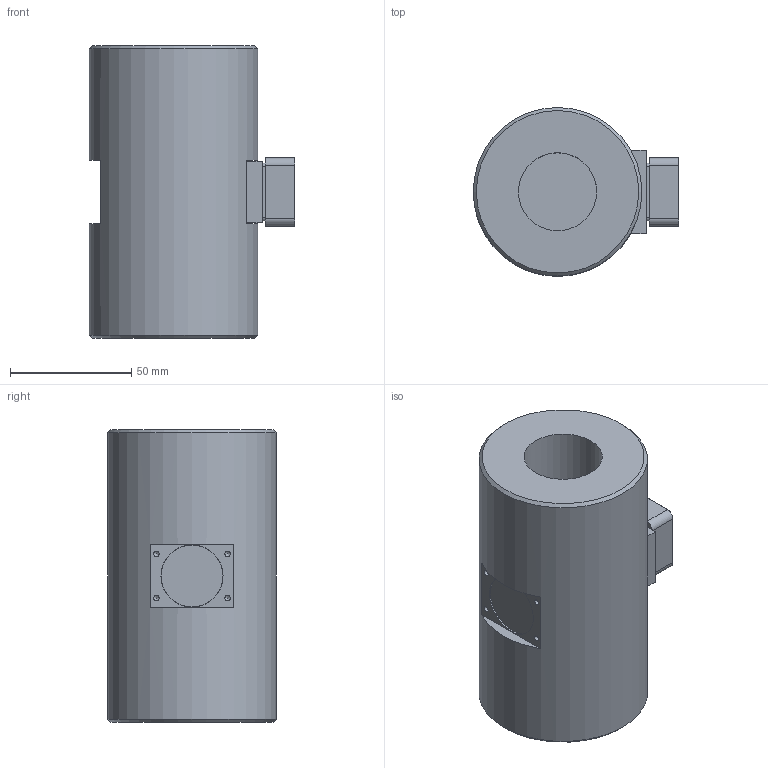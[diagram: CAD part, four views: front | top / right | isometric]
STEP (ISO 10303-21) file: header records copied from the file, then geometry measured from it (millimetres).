
FILE_DESCRIPTION((''),'2;1');
FILE_NAME('LSB600 M36 Thread Bendix Single Bridge.stp','2010-12-09T16:00:54',('thomasl'),(''),'Autodesk Inventor 2008','Autodesk Inventor 2008','');
FILE_SCHEMA(('AUTOMOTIVE_DESIGN { 1 0 10303 214 1 1 1 1 }'));
Length unit declared in the file: inch
Products named in the file (2): LSB600 M36 Thread Bendix Single Bridge; $F1334-C
Assembly tree (1 placements, depth 2):
  LSB600 M36 Thread Bendix Single Bridge
    $F1334-C
Bounding box: 84.84 x 69.6 x 120.65 mm (x, y, z)
Volume: 405965 mm3; surface area: 49722.5 mm2
Topology: 1 solids, 11 shells, 194 faces, 421 edges, 269 vertices
Faces by surface type: plane 107, cylinder 57, cone 20, bspline 10
Full cylindrical faces by diameter (mm): 1.27 x2, 1.524 x6, 2.261 x8, 2.845 x4, 3.175 x4, 3.302 x4, 4.648 x4, 4.775 x2, 13.97 x1, 14.554 x1, 14.986 x1, 15.875 x1, 17.475 x1, 25.527 x1, 25.654 x2, 32.27 x2, 69.596 x1
Entity records: 5160 total; most frequent: CARTESIAN_POINT 1219, DIRECTION 842, ORIENTED_EDGE 656, AXIS2_PLACEMENT_3D 331, EDGE_CURVE 328, EDGE_LOOP 292, VERTEX_POINT 242, FACE_OUTER_BOUND 194
